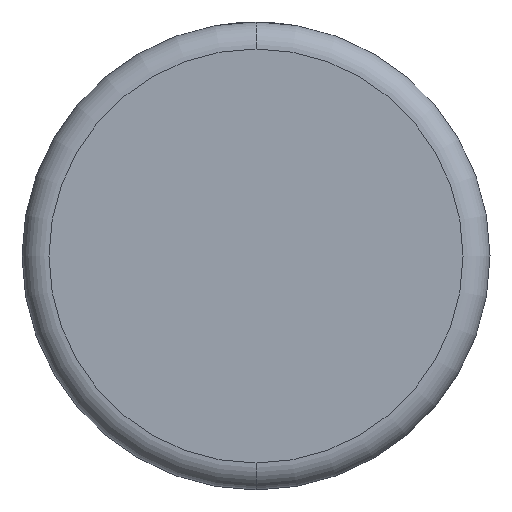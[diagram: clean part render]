
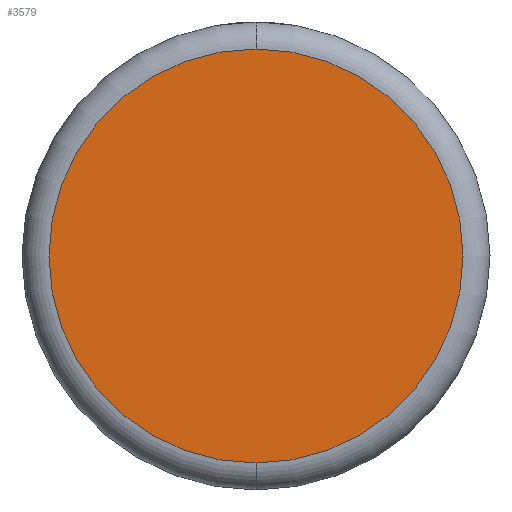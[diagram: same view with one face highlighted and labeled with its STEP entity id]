
A CAD part, front view. The second image highlights one B-rep face of the part: STEP entity #3579.
In plain terms, the highlighted planar face has unit normal (0, -1, 0).
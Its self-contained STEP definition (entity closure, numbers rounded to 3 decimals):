
#65 = DIRECTION ( 'NONE',  ( 0., 0., 1. ) ) ;
#80 = CIRCLE ( 'NONE', #2789, 20.35 ) ;
#561 = ORIENTED_EDGE ( 'NONE', *, *, #648, .T. ) ;
#648 = EDGE_CURVE ( 'NONE', #3112, #2123, #2220, .T. ) ;
#1013 = DIRECTION ( 'NONE',  ( 0., -1., 0. ) ) ;
#1230 = DIRECTION ( 'NONE',  ( 0., 0., 1. ) ) ;
#1341 = AXIS2_PLACEMENT_3D ( 'NONE', #4815, #3610, #1230 ) ;
#1573 = DIRECTION ( 'NONE',  ( 0., -1., 0. ) ) ;
#1740 = AXIS2_PLACEMENT_3D ( 'NONE', #2007, #1573, #65 ) ;
#1884 = CARTESIAN_POINT ( 'NONE',  ( 0., 0., -20.35 ) ) ;
#1927 = CARTESIAN_POINT ( 'NONE',  ( 0., 0., 20.35 ) ) ;
#2007 = CARTESIAN_POINT ( 'NONE',  ( 0., 0., 0. ) ) ;
#2123 = VERTEX_POINT ( 'NONE', #1884 ) ;
#2220 = CIRCLE ( 'NONE', #1740, 20.35 ) ;
#2789 = AXIS2_PLACEMENT_3D ( 'NONE', #5006, #1013, #4574 ) ;
#2932 = FACE_OUTER_BOUND ( 'NONE', #2975, .T. ) ;
#2975 = EDGE_LOOP ( 'NONE', ( #561, #4692 ) ) ;
#3112 = VERTEX_POINT ( 'NONE', #1927 ) ;
#3579 = ADVANCED_FACE ( 'NONE', ( #2932 ), #4425, .F. ) ;
#3610 = DIRECTION ( 'NONE',  ( 0., 1., 0. ) ) ;
#4425 = PLANE ( 'NONE',  #1341 ) ;
#4574 = DIRECTION ( 'NONE',  ( 0., 0., 1. ) ) ;
#4692 = ORIENTED_EDGE ( 'NONE', *, *, #4854, .T. ) ;
#4815 = CARTESIAN_POINT ( 'NONE',  ( 0., 0., 0. ) ) ;
#4854 = EDGE_CURVE ( 'NONE', #2123, #3112, #80, .T. ) ;
#5006 = CARTESIAN_POINT ( 'NONE',  ( 0., 0., 0. ) ) ;
